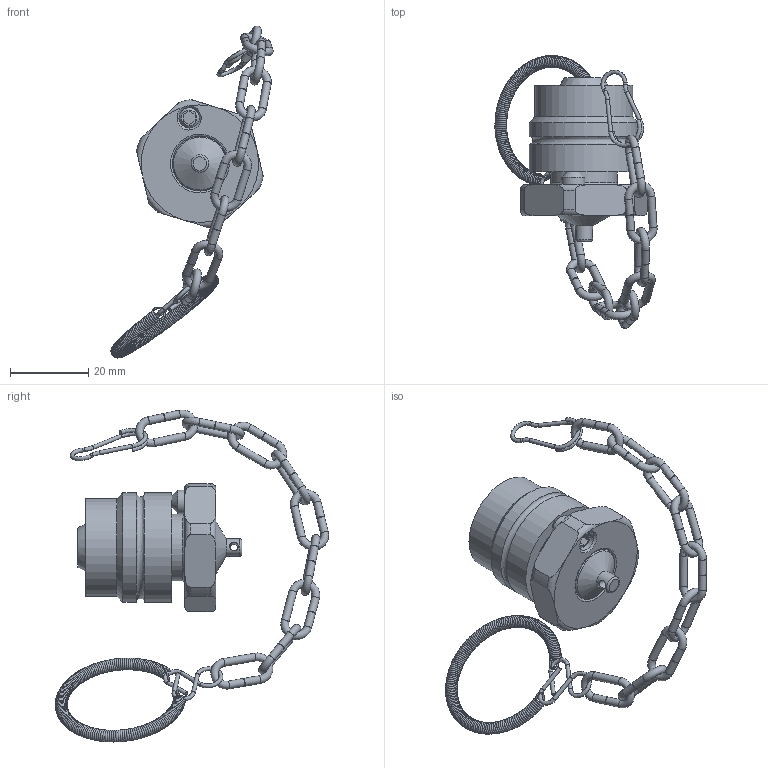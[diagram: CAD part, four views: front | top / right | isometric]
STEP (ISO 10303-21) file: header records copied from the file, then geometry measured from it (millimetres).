
FILE_DESCRIPTION((''),'2;1');
FILE_NAME('900057.stp','2008-08-05T13:43:41',('mbm'),(''),'Autodesk Inventor 2008','Autodesk Inventor 2008','');
FILE_SCHEMA(('AUTOMOTIVE_DESIGN { 1 0 10303 214 1 1 1 1 }'));
Length unit declared in the file: millimetre
Products named in the file (1): Part7
Bounding box: 41.43 x 69.8 x 84.82 mm (x, y, z)
Volume: 20420.2 mm3; surface area: 9841.9 mm2
Topology: 17 solids, 17 shells, 371 faces, 917 edges, 585 vertices
Faces by surface type: torus 204, cylinder 70, plane 65, bspline 23, cone 9
Full cylindrical faces by diameter (mm): 2 x27, 2.003 x9, 2.2 x1, 4.5 x1, 5.2 x1, 6 x1, 8 x1, 14 x1, 17 x1, 22.5 x1, 25 x1, 28 x2
Entity records: 23368 total; most frequent: CARTESIAN_POINT 16706, DIRECTION 1102, ORIENTED_EDGE 996, EDGE_LOOP 660, AXIS2_PLACEMENT_3D 527, EDGE_CURVE 498, VERTEX_POINT 414, STYLED_ITEM 386
